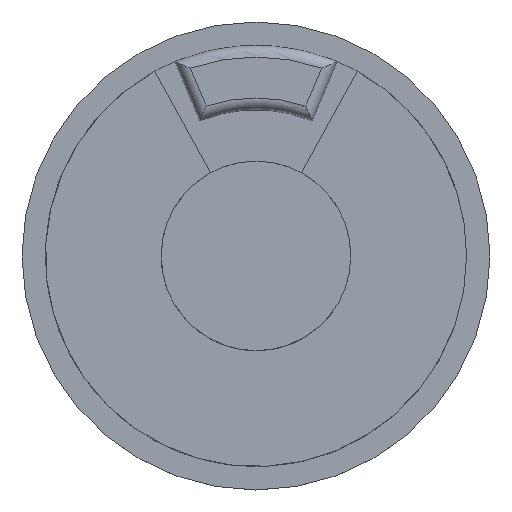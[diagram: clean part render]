
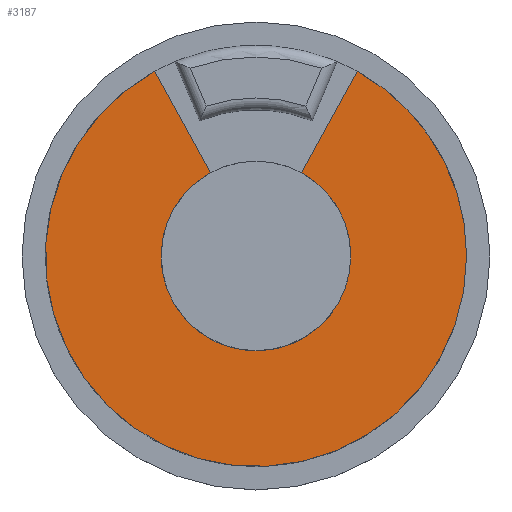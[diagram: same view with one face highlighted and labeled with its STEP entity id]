
A CAD part, top view. The second image highlights one B-rep face of the part: STEP entity #3187.
In plain terms, the highlighted planar face has unit normal (0, 0, 1).
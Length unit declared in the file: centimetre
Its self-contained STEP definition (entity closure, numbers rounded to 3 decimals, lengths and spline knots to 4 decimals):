
#201=PLANE('',#3379);
#344=VECTOR('',#3670,1.);
#347=VECTOR('',#3674,1.);
#572=LINE('',#4361,#344);
#575=LINE('',#4367,#347);
#879=VERTEX_POINT('',#4362);
#880=VERTEX_POINT('',#4363);
#881=VERTEX_POINT('',#4368);
#882=VERTEX_POINT('',#4369);
#1180=CIRCLE('',#3380,1.8);
#1181=CIRCLE('',#3381,0.81);
#1286=EDGE_CURVE('',#879,#880,#572,.T.);
#1289=EDGE_CURVE('',#881,#882,#575,.T.);
#1292=EDGE_CURVE('',#882,#879,#1180,.T.);
#1293=EDGE_CURVE('',#880,#881,#1181,.T.);
#1752=ORIENTED_EDGE('',*,*,#1286,.F.);
#1753=ORIENTED_EDGE('',*,*,#1292,.F.);
#1754=ORIENTED_EDGE('',*,*,#1289,.F.);
#1755=ORIENTED_EDGE('',*,*,#1293,.F.);
#2599=EDGE_LOOP('',(#1752,#1753,#1754,#1755));
#2893=FACE_BOUND('',#2599,.T.);
#3187=ADVANCED_FACE('',(#2893),#201,.T.);
#3379=AXIS2_PLACEMENT_3D('',#4372,#3677,$);
#3380=AXIS2_PLACEMENT_3D('',#4373,#3678,#3679);
#3381=AXIS2_PLACEMENT_3D('',#4374,#3680,#3681);
#3670=DIRECTION('',(0.481,-0.877,0.));
#3674=DIRECTION('',(0.481,0.877,0.));
#3677=DIRECTION('',(0.,0.,1.));
#3678=DIRECTION('',(0.,0.,-1.));
#3679=DIRECTION('',(1.8,0.,0.));
#3680=DIRECTION('',(0.,0.,1.));
#3681=DIRECTION('',(0.81,0.,0.));
#4361=CARTESIAN_POINT('',(-0.3893,0.7103,0.3));
#4362=CARTESIAN_POINT('',(-0.8651,1.5785,0.3));
#4363=CARTESIAN_POINT('',(-0.3893,0.7103,0.3));
#4367=CARTESIAN_POINT('',(0.8651,1.5785,0.3));
#4368=CARTESIAN_POINT('',(0.3893,0.7103,0.3));
#4369=CARTESIAN_POINT('',(0.8651,1.5785,0.3));
#4372=CARTESIAN_POINT('',(0.,0.0369,0.3));
#4373=CARTESIAN_POINT('',(0.,0.,0.3));
#4374=CARTESIAN_POINT('',(0.,0.,0.3));
